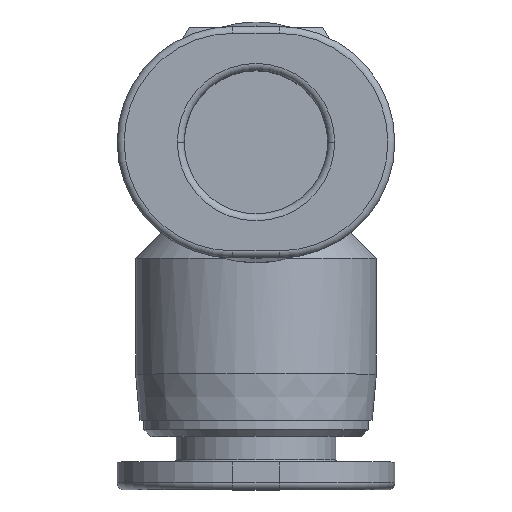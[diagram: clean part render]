
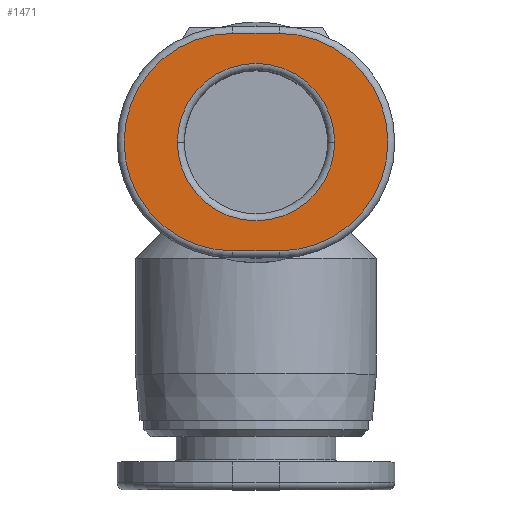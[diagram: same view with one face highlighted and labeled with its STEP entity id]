
A CAD part, top view. The second image highlights one B-rep face of the part: STEP entity #1471.
In plain terms, the highlighted planar face has unit normal (0, 0, 1).
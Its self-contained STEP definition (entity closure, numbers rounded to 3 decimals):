
#1097=CARTESIAN_POINT('',(3.4,4.9,15.7));
#1098=VERTEX_POINT('',#1097);
#1106=CARTESIAN_POINT('',(-3.4,4.9,15.7));
#1107=VERTEX_POINT('',#1106);
#1108=CARTESIAN_POINT('',(0.0,4.9,15.7));
#1109=DIRECTION('',(0.0,0.0,1.0));
#1110=DIRECTION('',(1.0,0.0,0.0));
#1111=AXIS2_PLACEMENT_3D('',#1108,#1109,#1110);
#1112=CIRCLE('',#1111,3.4);
#1113=EDGE_CURVE('',#1098,#1107,#1112,.T.);
#1267=CARTESIAN_POINT('',(1.,9.6,15.7));
#1268=VERTEX_POINT('',#1267);
#1269=CARTESIAN_POINT('',(1.0,0.2,15.7));
#1270=VERTEX_POINT('',#1269);
#1271=CARTESIAN_POINT('',(1.0,4.9,15.7));
#1272=DIRECTION('',(0.,0.,-1.0));
#1273=DIRECTION('',(1.0,0.,0.));
#1274=AXIS2_PLACEMENT_3D('',#1271,#1272,#1273);
#1275=CIRCLE('',#1274,4.7);
#1276=EDGE_CURVE('',#1268,#1270,#1275,.T.);
#1311=CARTESIAN_POINT('',(-1.0,0.2,15.7));
#1312=VERTEX_POINT('',#1311);
#1313=CARTESIAN_POINT('',(1.0,0.2,15.7));
#1314=DIRECTION('',(-1.0,0.0,0.0));
#1315=VECTOR('',#1314,2.0);
#1316=LINE('',#1313,#1315);
#1317=EDGE_CURVE('',#1270,#1312,#1316,.T.);
#1351=CARTESIAN_POINT('',(-1.,9.6,15.7));
#1352=VERTEX_POINT('',#1351);
#1360=CARTESIAN_POINT('',(-1.,9.6,15.7));
#1361=DIRECTION('',(1.0,0.0,0.0));
#1362=VECTOR('',#1361,2.);
#1363=LINE('',#1360,#1362);
#1364=EDGE_CURVE('',#1352,#1268,#1363,.T.);
#1375=CARTESIAN_POINT('',(-1.0,4.9,15.7));
#1376=DIRECTION('',(0.0,0.0,-1.0));
#1377=DIRECTION('',(-1.0,0.0,0.0));
#1378=AXIS2_PLACEMENT_3D('',#1375,#1376,#1377);
#1379=CIRCLE('',#1378,4.7);
#1380=EDGE_CURVE('',#1312,#1352,#1379,.T.);
#1450=CARTESIAN_POINT('',(0.,4.9,15.7));
#1451=DIRECTION('',(0.0,0.0,-1.0));
#1452=DIRECTION('',(1.0,0.0,0.0));
#1453=AXIS2_PLACEMENT_3D('',#1450,#1451,#1452);
#1454=PLANE('',#1453);
#1455=ORIENTED_EDGE('',*,*,#1276,.F.);
#1456=ORIENTED_EDGE('',*,*,#1364,.F.);
#1457=ORIENTED_EDGE('',*,*,#1380,.F.);
#1458=ORIENTED_EDGE('',*,*,#1317,.F.);
#1459=EDGE_LOOP('',(#1455,#1456,#1457,#1458));
#1460=FACE_OUTER_BOUND('',#1459,.T.);
#1461=CARTESIAN_POINT('',(0.0,4.9,15.7));
#1462=DIRECTION('',(0.0,0.0,1.0));
#1463=DIRECTION('',(1.0,0.0,0.0));
#1464=AXIS2_PLACEMENT_3D('',#1461,#1462,#1463);
#1465=CIRCLE('',#1464,3.4);
#1466=EDGE_CURVE('',#1107,#1098,#1465,.T.);
#1467=ORIENTED_EDGE('',*,*,#1466,.F.);
#1468=ORIENTED_EDGE('',*,*,#1113,.F.);
#1469=EDGE_LOOP('',(#1467,#1468));
#1470=FACE_BOUND('',#1469,.T.);
#1471=ADVANCED_FACE('',(#1460,#1470),#1454,.F.);
